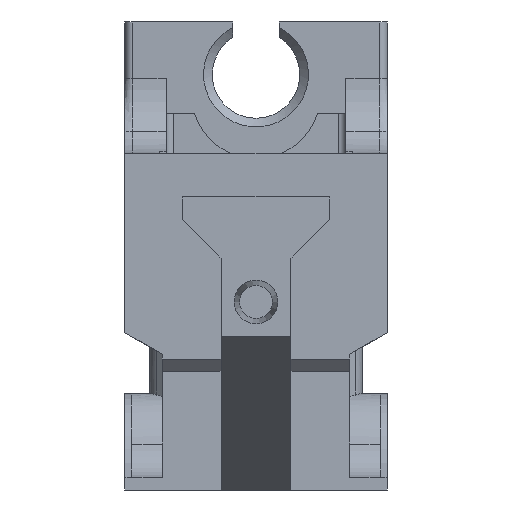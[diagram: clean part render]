
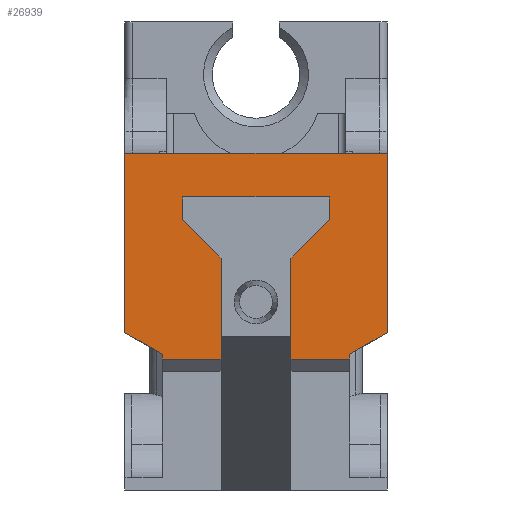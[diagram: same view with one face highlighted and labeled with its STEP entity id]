
A CAD part, front view. The second image highlights one B-rep face of the part: STEP entity #26939.
In plain terms, the highlighted planar face has unit normal (0, -1, 0).
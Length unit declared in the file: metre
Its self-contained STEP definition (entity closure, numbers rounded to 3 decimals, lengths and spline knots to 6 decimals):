
#801=ORIENTED_EDGE('',*,*,#8847,.T.);
#802=ORIENTED_EDGE('',*,*,#8848,.T.);
#803=ORIENTED_EDGE('',*,*,#8849,.F.);
#804=ORIENTED_EDGE('',*,*,#8850,.F.);
#805=ORIENTED_EDGE('',*,*,#8851,.T.);
#806=ORIENTED_EDGE('',*,*,#8852,.T.);
#807=ORIENTED_EDGE('',*,*,#8853,.F.);
#808=ORIENTED_EDGE('',*,*,#8854,.T.);
#809=ORIENTED_EDGE('',*,*,#8417,.T.);
#810=ORIENTED_EDGE('',*,*,#8855,.F.);
#811=ORIENTED_EDGE('',*,*,#8856,.T.);
#812=ORIENTED_EDGE('',*,*,#8413,.F.);
#813=ORIENTED_EDGE('',*,*,#8857,.F.);
#814=ORIENTED_EDGE('',*,*,#8858,.T.);
#815=ORIENTED_EDGE('',*,*,#8859,.T.);
#816=ORIENTED_EDGE('',*,*,#8845,.F.);
#8413=EDGE_CURVE('',#12436,#12437,#15115,.T.);
#8417=EDGE_CURVE('',#12440,#12441,#15117,.T.);
#8845=EDGE_CURVE('',#12868,#12869,#15540,.T.);
#8847=EDGE_CURVE('',#12868,#12870,#15542,.T.);
#8848=EDGE_CURVE('',#12870,#12871,#15543,.T.);
#8849=EDGE_CURVE('',#12872,#12871,#15544,.T.);
#8850=EDGE_CURVE('',#12873,#12872,#15545,.T.);
#8851=EDGE_CURVE('',#12873,#12874,#15546,.T.);
#8852=EDGE_CURVE('',#12874,#12875,#15547,.T.);
#8853=EDGE_CURVE('',#12876,#12875,#15548,.T.);
#8854=EDGE_CURVE('',#12876,#12440,#15549,.T.);
#8855=EDGE_CURVE('',#12877,#12441,#15550,.T.);
#8856=EDGE_CURVE('',#12877,#12437,#15551,.T.);
#8857=EDGE_CURVE('',#12878,#12436,#15552,.T.);
#8858=EDGE_CURVE('',#12878,#12879,#15553,.T.);
#8859=EDGE_CURVE('',#12879,#12869,#15554,.T.);
#12436=VERTEX_POINT('',#36896);
#12437=VERTEX_POINT('',#36898);
#12440=VERTEX_POINT('',#36906);
#12441=VERTEX_POINT('',#36907);
#12868=VERTEX_POINT('',#37770);
#12869=VERTEX_POINT('',#37772);
#12870=VERTEX_POINT('',#37776);
#12871=VERTEX_POINT('',#37778);
#12872=VERTEX_POINT('',#37780);
#12873=VERTEX_POINT('',#37782);
#12874=VERTEX_POINT('',#37784);
#12875=VERTEX_POINT('',#37786);
#12876=VERTEX_POINT('',#37788);
#12877=VERTEX_POINT('',#37791);
#12878=VERTEX_POINT('',#37794);
#12879=VERTEX_POINT('',#37796);
#15115=LINE('',#36897,#18905);
#15117=LINE('',#36905,#18907);
#15540=LINE('',#37771,#19330);
#15542=LINE('',#37775,#19332);
#15543=LINE('',#37777,#19333);
#15544=LINE('',#37779,#19334);
#15545=LINE('',#37781,#19335);
#15546=LINE('',#37783,#19336);
#15547=LINE('',#37785,#19337);
#15548=LINE('',#37787,#19338);
#15549=LINE('',#37789,#19339);
#15550=LINE('',#37790,#19340);
#15551=LINE('',#37792,#19341);
#15552=LINE('',#37793,#19342);
#15553=LINE('',#37795,#19343);
#15554=LINE('',#37797,#19344);
#18905=VECTOR('',#29949,1.);
#18907=VECTOR('',#29957,1.);
#19330=VECTOR('',#30388,1.);
#19332=VECTOR('',#30392,1.);
#19333=VECTOR('',#30393,1.);
#19334=VECTOR('',#30394,1.);
#19335=VECTOR('',#30395,1.);
#19336=VECTOR('',#30396,1.);
#19337=VECTOR('',#30397,1.);
#19338=VECTOR('',#30398,1.);
#19339=VECTOR('',#30399,1.);
#19340=VECTOR('',#30400,1.);
#19341=VECTOR('',#30401,1.);
#19342=VECTOR('',#30402,1.);
#19343=VECTOR('',#30403,1.);
#19344=VECTOR('',#30404,1.);
#22689=EDGE_LOOP('',(#801,#802,#803,#804,#805,#806,#807,#808,#809,#810,
#811,#812,#813,#814,#815,#816));
#24170=FACE_BOUND('',#22689,.T.);
#25637=PLANE('',#28356);
#26939=ADVANCED_FACE('',(#24170),#25637,.T.);
#28356=AXIS2_PLACEMENT_3D('',#37774,#30390,#30391);
#29949=DIRECTION('',(0.,0.,1.));
#29957=DIRECTION('',(1.,0.,0.));
#30388=DIRECTION('',(0.,0.,-1.));
#30390=DIRECTION('',(0.,-1.,0.));
#30391=DIRECTION('',(-1.,0.,0.));
#30392=DIRECTION('',(-1.,0.,0.));
#30393=DIRECTION('',(0.,0.,-1.));
#30394=DIRECTION('',(-0.866,0.,0.5));
#30395=DIRECTION('',(0.,0.,1.));
#30396=DIRECTION('',(1.,0.,0.));
#30397=DIRECTION('',(0.,0.,1.));
#30398=DIRECTION('',(0.707,0.,-0.707));
#30399=DIRECTION('',(0.,0.,1.));
#30400=DIRECTION('',(0.,0.,1.));
#30401=DIRECTION('',(-0.707,0.,-0.707));
#30402=DIRECTION('',(-1.,0.,0.));
#30403=DIRECTION('',(0.,0.,1.));
#30404=DIRECTION('',(0.866,0.,0.5));
#36896=CARTESIAN_POINT('',(0.0034,-0.023352,0.0151));
#36897=CARTESIAN_POINT('',(0.0034,-0.023352,0.00965));
#36898=CARTESIAN_POINT('',(0.0034,-0.023352,0.026668));
#36905=CARTESIAN_POINT('',(0.014375,-0.023352,0.03365));
#36906=CARTESIAN_POINT('',(-0.009,-0.023352,0.03365));
#36907=CARTESIAN_POINT('',(0.0078,-0.023352,0.03365));
#37770=CARTESIAN_POINT('',(0.0144,-0.023352,0.03865));
#37771=CARTESIAN_POINT('',(0.0144,-0.023352,0.038604));
#37772=CARTESIAN_POINT('',(0.0144,-0.023352,0.01815));
#37774=CARTESIAN_POINT('',(0.014375,-0.023352,0.03865));
#37775=CARTESIAN_POINT('',(0.014375,-0.023352,0.03865));
#37776=CARTESIAN_POINT('',(-0.0156,-0.023352,0.03865));
#37777=CARTESIAN_POINT('',(-0.0156,-0.023352,0.038604));
#37778=CARTESIAN_POINT('',(-0.0156,-0.023352,0.01815));
#37779=CARTESIAN_POINT('',(-0.01345,-0.023352,0.016909));
#37780=CARTESIAN_POINT('',(-0.0113,-0.023352,0.015667));
#37781=CARTESIAN_POINT('',(-0.0113,-0.023352,0.013594));
#37782=CARTESIAN_POINT('',(-0.0113,-0.023352,0.0151));
#37783=CARTESIAN_POINT('',(-0.006062,-0.023352,0.0151));
#37784=CARTESIAN_POINT('',(-0.0046,-0.023352,0.0151));
#37785=CARTESIAN_POINT('',(-0.0046,-0.023352,0.00965));
#37786=CARTESIAN_POINT('',(-0.0046,-0.023352,0.026668));
#37787=CARTESIAN_POINT('',(-0.009617,-0.023352,0.031685));
#37788=CARTESIAN_POINT('',(-0.009,-0.023352,0.031068));
#37789=CARTESIAN_POINT('',(-0.009,-0.023352,0.030665));
#37790=CARTESIAN_POINT('',(0.0078,-0.023352,0.030665));
#37791=CARTESIAN_POINT('',(0.0078,-0.023352,0.031068));
#37792=CARTESIAN_POINT('',(0.008417,-0.023352,0.031685));
#37793=CARTESIAN_POINT('',(0.004862,-0.023352,0.0151));
#37794=CARTESIAN_POINT('',(0.0101,-0.023352,0.0151));
#37795=CARTESIAN_POINT('',(0.0101,-0.023352,0.013594));
#37796=CARTESIAN_POINT('',(0.0101,-0.023352,0.015667));
#37797=CARTESIAN_POINT('',(0.01225,-0.023352,0.016909));
